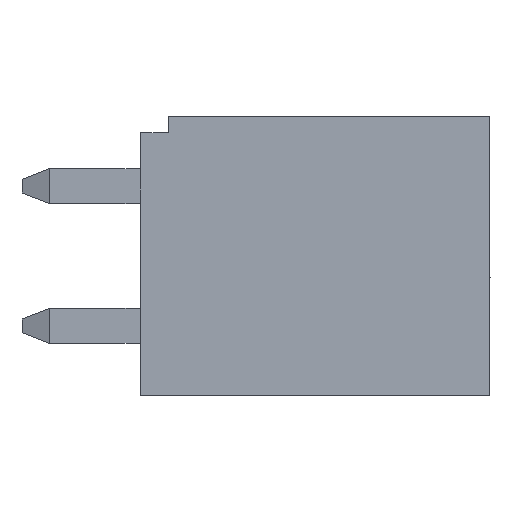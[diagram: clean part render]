
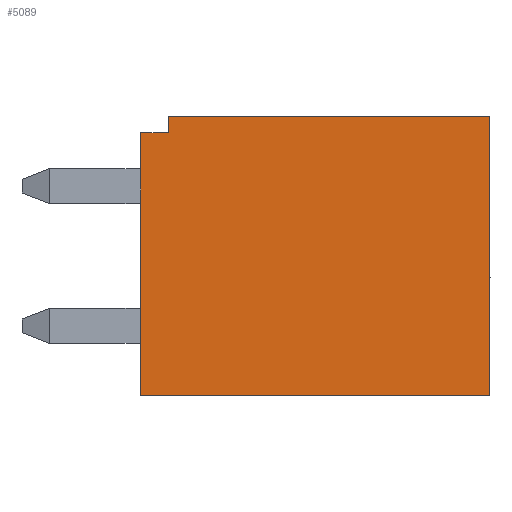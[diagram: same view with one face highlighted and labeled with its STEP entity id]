
A CAD part, left-side view. The second image highlights one B-rep face of the part: STEP entity #5089.
In plain terms, the highlighted planar face has unit normal (-1, 0, 0).
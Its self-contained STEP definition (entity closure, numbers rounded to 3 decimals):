
#3446=CARTESIAN_POINT('',(-19.305,-6.35,2.54));
#3447=VERTEX_POINT('',#3446);
#3454=CARTESIAN_POINT('',(-19.305,-6.35,-2.54));
#3455=VERTEX_POINT('',#3454);
#3456=CARTESIAN_POINT('',(-19.305,-6.35,2.54));
#3457=DIRECTION('',(0.,0.,-1.));
#3458=VECTOR('',#3457,5.08);
#3459=LINE('',#3456,#3458);
#3460=EDGE_CURVE('',#3447,#3455,#3459,.T.);
#4220=CARTESIAN_POINT('',(-19.305,-0.5,2.54));
#4221=VERTEX_POINT('',#4220);
#4222=CARTESIAN_POINT('',(-19.305,-0.5,2.54));
#4223=DIRECTION('',(0.,-1.,0.));
#4224=VECTOR('',#4223,5.85);
#4225=LINE('',#4222,#4224);
#4226=EDGE_CURVE('',#4221,#3447,#4225,.T.);
#4307=CARTESIAN_POINT('',(-19.305,0.,-2.54));
#4308=VERTEX_POINT('',#4307);
#4309=CARTESIAN_POINT('',(-19.305,-6.35,-2.54));
#4310=DIRECTION('',(0.,1.,0.));
#4311=VECTOR('',#4310,6.35);
#4312=LINE('',#4309,#4311);
#4313=EDGE_CURVE('',#3455,#4308,#4312,.T.);
#5040=CARTESIAN_POINT('',(-19.305,0.,2.24));
#5041=VERTEX_POINT('',#5040);
#5042=CARTESIAN_POINT('',(-19.305,-0.5,2.24));
#5043=VERTEX_POINT('',#5042);
#5044=CARTESIAN_POINT('',(-19.305,0.,2.24));
#5045=DIRECTION('',(0.,-1.,0.));
#5046=VECTOR('',#5045,0.5);
#5047=LINE('',#5044,#5046);
#5048=EDGE_CURVE('',#5041,#5043,#5047,.T.);
#5066=CARTESIAN_POINT('',(-19.305,-3.175,0.));
#5067=DIRECTION('',(0.,0.,-1.));
#5068=DIRECTION('',(-1.,-0.,-0.));
#5069=AXIS2_PLACEMENT_3D('',#5066,#5068,#5067);
#5070=PLANE('',#5069);
#5071=ORIENTED_EDGE('',*,*,#3460,.F.);
#5072=ORIENTED_EDGE('',*,*,#4226,.F.);
#5073=CARTESIAN_POINT('',(-19.305,-0.5,2.24));
#5074=DIRECTION('',(0.,0.,1.));
#5075=VECTOR('',#5074,0.3);
#5076=LINE('',#5073,#5075);
#5077=EDGE_CURVE('',#5043,#4221,#5076,.T.);
#5078=ORIENTED_EDGE('',*,*,#5077,.F.);
#5079=ORIENTED_EDGE('',*,*,#5048,.F.);
#5080=CARTESIAN_POINT('',(-19.305,0.,2.24));
#5081=DIRECTION('',(0.,0.,-1.));
#5082=VECTOR('',#5081,4.78);
#5083=LINE('',#5080,#5082);
#5084=EDGE_CURVE('',#5041,#4308,#5083,.T.);
#5085=ORIENTED_EDGE('',*,*,#5084,.T.);
#5086=ORIENTED_EDGE('',*,*,#4313,.F.);
#5087=EDGE_LOOP('',(#5071,#5072,#5078,#5079,#5085,#5086));
#5088=FACE_OUTER_BOUND('',#5087,.T.);
#5089=ADVANCED_FACE('',(#5088),#5070,.T.);
